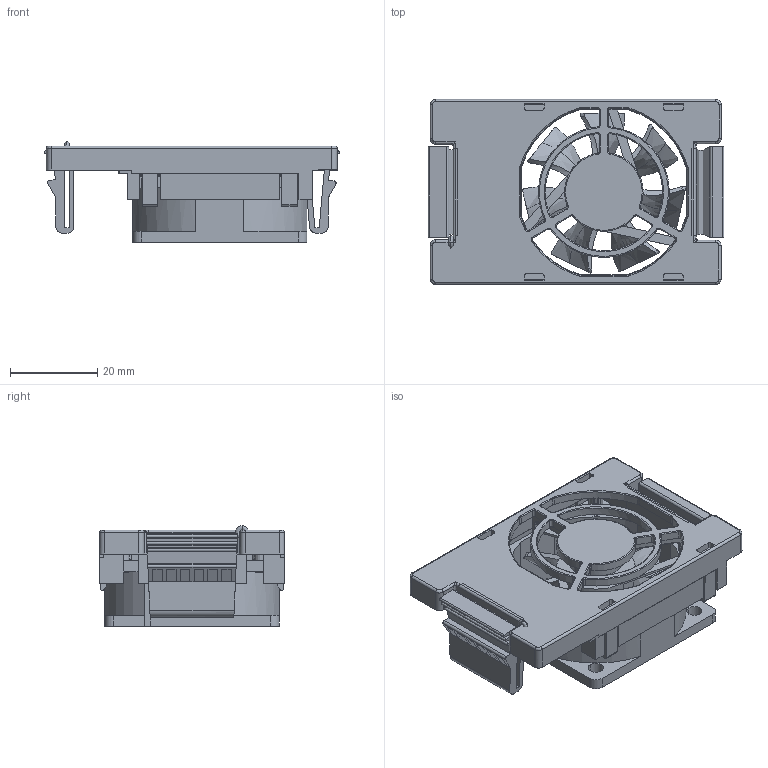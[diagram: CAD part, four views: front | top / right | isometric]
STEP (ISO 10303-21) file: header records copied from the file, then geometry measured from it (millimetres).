
FILE_DESCRIPTION (( 'STEP AP214' ), '1' );
FILE_NAME ('GS4-FAN-AM.STEP', '2017-10-16T20:44:29', ( '' ), ( '' ), 'SwSTEP 2.0', 'SolidWorks 2015', '' );
FILE_SCHEMA (( 'AUTOMOTIVE_DESIGN' ));
Length unit declared in the file: inch
Products named in the file (3): GS4-FAN-AM; GS4-FAN-AM Moded 3; GS4-FAN-AM GRILL A
Assembly tree (2 placements, depth 2):
  GS4-FAN-AM
    GS4-FAN-AM GRILL A
    GS4-FAN-AM Moded 3
Bounding box: 67.92 x 42.5 x 23.1 mm (x, y, z)
Volume: 16292.2 mm3; surface area: 22662.5 mm2
Topology: 13 solids, 13 shells, 856 faces, 2243 edges, 1423 vertices
Faces by surface type: plane 396, cylinder 236, bspline 208, cone 16
Entity records: 34962 total; most frequent: CARTESIAN_POINT 12952, ORIENTED_EDGE 4480, DIRECTION 3252, EDGE_CURVE 2240, VERTEX_POINT 1423, VECTOR 1162, LINE 1162, AXIS2_PLACEMENT_3D 1045
